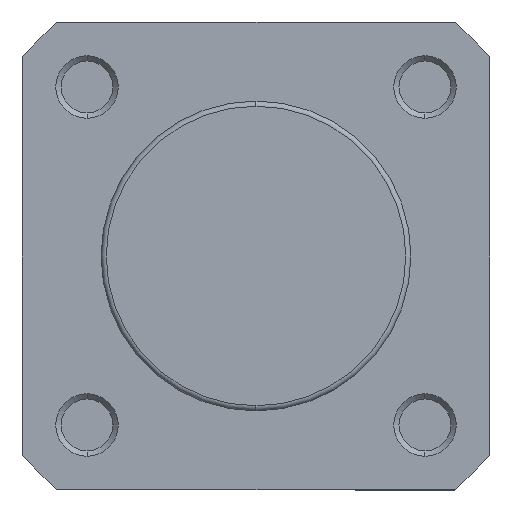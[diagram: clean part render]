
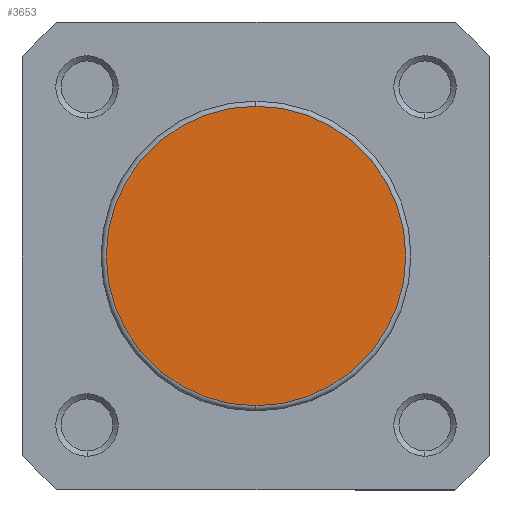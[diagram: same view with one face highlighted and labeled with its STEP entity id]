
A CAD part, left-side view. The second image highlights one B-rep face of the part: STEP entity #3653.
In plain terms, the highlighted planar face has unit normal (-1, 0, 0).
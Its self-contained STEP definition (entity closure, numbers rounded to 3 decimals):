
#80 = CARTESIAN_POINT ( 'NONE',  ( 0., -14.9, 0. ) ) ;
#81 = PLANE ( 'NONE',  #2425 ) ;
#83 = DIRECTION ( 'NONE',  ( -1., 0., 0. ) ) ;
#84 = DIRECTION ( 'NONE',  ( 0., 0., 1. ) ) ;
#463 = CARTESIAN_POINT ( 'NONE',  ( 0., 0., -14.4 ) ) ;
#491 = CARTESIAN_POINT ( 'NONE',  ( 0., 0., 14.4 ) ) ;
#1149 = EDGE_LOOP ( 'NONE', ( #1587, #1588 ) ) ;
#1587 = ORIENTED_EDGE ( 'NONE', *, *, #2250, .T. ) ;
#1588 = ORIENTED_EDGE ( 'NONE', *, *, #2279, .T. ) ;
#1901 = AXIS2_PLACEMENT_3D ( 'NONE', #4237, #4239, #4241 ) ;
#1910 = AXIS2_PLACEMENT_3D ( 'NONE', #4311, #4319, #4320 ) ;
#2001 = CIRCLE ( 'NONE', #1901, 14.4 ) ;
#2015 = CIRCLE ( 'NONE', #1910, 14.4 ) ;
#2250 = EDGE_CURVE ( 'NONE', #4897, #4663, #2001, .T. ) ;
#2279 = EDGE_CURVE ( 'NONE', #4663, #4897, #2015, .T. ) ;
#2425 = AXIS2_PLACEMENT_3D ( 'NONE', #80, #83, #84 ) ;
#3186 = FACE_OUTER_BOUND ( 'NONE', #1149, .T. ) ;
#3653 = ADVANCED_FACE ( 'NONE', ( #3186 ), #81, .T. ) ;
#4237 = CARTESIAN_POINT ( 'NONE',  ( 0., 0., 0. ) ) ;
#4239 = DIRECTION ( 'NONE',  ( -1., 0., 0. ) ) ;
#4241 = DIRECTION ( 'NONE',  ( 0., 0., 1. ) ) ;
#4311 = CARTESIAN_POINT ( 'NONE',  ( 0., 0., 0. ) ) ;
#4319 = DIRECTION ( 'NONE',  ( -1., 0., 0. ) ) ;
#4320 = DIRECTION ( 'NONE',  ( 0., 0., 1. ) ) ;
#4663 = VERTEX_POINT ( 'NONE', #463 ) ;
#4897 = VERTEX_POINT ( 'NONE', #491 ) ;
